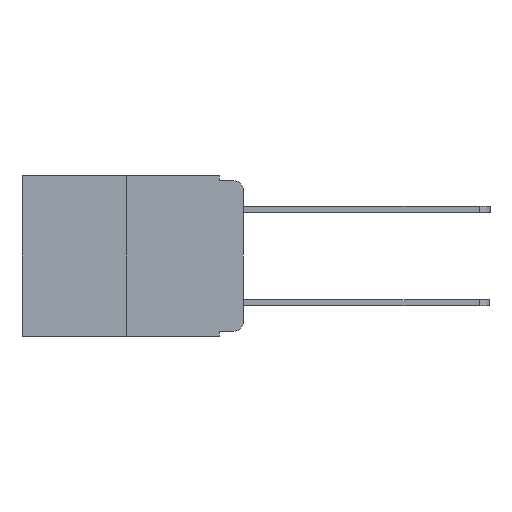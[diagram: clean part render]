
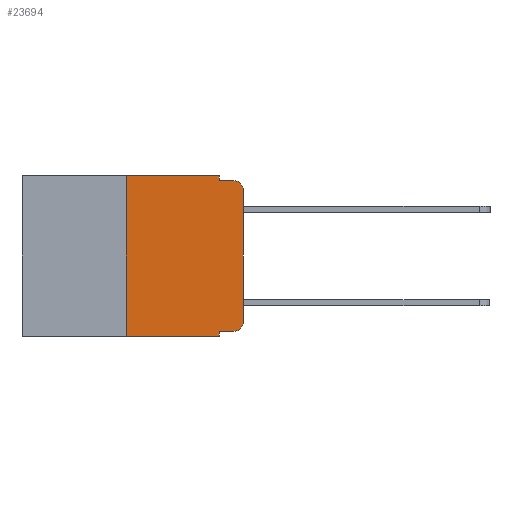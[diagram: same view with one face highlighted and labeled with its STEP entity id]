
A CAD part, left-side view. The second image highlights one B-rep face of the part: STEP entity #23694.
In plain terms, the highlighted planar face has unit normal (-1, 0, 0).
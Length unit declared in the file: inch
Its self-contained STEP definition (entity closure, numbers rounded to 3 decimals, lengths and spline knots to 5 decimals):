
#496 = VERTEX_POINT ( 'NONE', #21808 ) ;
#696 = CARTESIAN_POINT ( 'NONE',  ( 0., 0.25, 0. ) ) ;
#1333 = CARTESIAN_POINT ( 'NONE',  ( 0., 0.051, -0.01 ) ) ;
#1362 = DIRECTION ( 'NONE',  ( -1., 0., 0. ) ) ;
#2050 = DIRECTION ( 'NONE',  ( 1., 0., 0. ) ) ;
#2540 = CARTESIAN_POINT ( 'NONE',  ( 0., 0.473, 0. ) ) ;
#2662 = VECTOR ( 'NONE', #9555, 39.37008 ) ;
#2906 = CARTESIAN_POINT ( 'NONE',  ( 0., 0.051, -0.333 ) ) ;
#3185 = VERTEX_POINT ( 'NONE', #696 ) ;
#3237 = ORIENTED_EDGE ( 'NONE', *, *, #3683, .F. ) ;
#3683 = EDGE_CURVE ( 'NONE', #21586, #3716, #12984, .T. ) ;
#3716 = VERTEX_POINT ( 'NONE', #11727 ) ;
#3833 = VECTOR ( 'NONE', #4484, 39.37008 ) ;
#3914 = EDGE_CURVE ( 'NONE', #9735, #3716, #17718, .T. ) ;
#4484 = DIRECTION ( 'NONE',  ( 0., -1., 0. ) ) ;
#5604 = CARTESIAN_POINT ( 'NONE',  ( 0., 0.051, -0.333 ) ) ;
#5981 = CARTESIAN_POINT ( 'NONE',  ( 0., 0.051, -0.343 ) ) ;
#6089 = CARTESIAN_POINT ( 'NONE',  ( 0., 0.051, -0.01 ) ) ;
#6880 = AXIS2_PLACEMENT_3D ( 'NONE', #13990, #1362, #9092 ) ;
#7000 = ORIENTED_EDGE ( 'NONE', *, *, #3914, .T. ) ;
#7164 = DIRECTION ( 'NONE',  ( 0., 0., -1. ) ) ;
#7264 = VECTOR ( 'NONE', #14720, 39.37008 ) ;
#7371 = DIRECTION ( 'NONE',  ( 0., -1., 0. ) ) ;
#7693 = VECTOR ( 'NONE', #11415, 39.37008 ) ;
#7745 = ORIENTED_EDGE ( 'NONE', *, *, #10150, .F. ) ;
#8498 = CARTESIAN_POINT ( 'NONE',  ( 0., 0.02, -0.313 ) ) ;
#8873 = LINE ( 'NONE', #13935, #18411 ) ;
#9092 = DIRECTION ( 'NONE',  ( 0., 0., -1. ) ) ;
#9555 = DIRECTION ( 'NONE',  ( 0., 0., 1. ) ) ;
#9735 = VERTEX_POINT ( 'NONE', #9905 ) ;
#9905 = CARTESIAN_POINT ( 'NONE',  ( 0., 0., -0.03 ) ) ;
#10150 = EDGE_CURVE ( 'NONE', #15000, #21586, #19936, .T. ) ;
#10455 = DIRECTION ( 'NONE',  ( 0., 0., -1. ) ) ;
#10457 = EDGE_CURVE ( 'NONE', #16704, #11431, #14601, .T. ) ;
#10783 = AXIS2_PLACEMENT_3D ( 'NONE', #8498, #21752, #10455 ) ;
#11282 = DIRECTION ( 'NONE',  ( 0., 0., -1. ) ) ;
#11304 = EDGE_CURVE ( 'NONE', #496, #9735, #8873, .T. ) ;
#11415 = DIRECTION ( 'NONE',  ( 0., -1., 0. ) ) ;
#11431 = VERTEX_POINT ( 'NONE', #18075 ) ;
#11727 = CARTESIAN_POINT ( 'NONE',  ( 0., 0.02, -0.01 ) ) ;
#11771 = FACE_OUTER_BOUND ( 'NONE', #17124, .T. ) ;
#12807 = ORIENTED_EDGE ( 'NONE', *, *, #17632, .F. ) ;
#12898 = LINE ( 'NONE', #24330, #17348 ) ;
#12984 = LINE ( 'NONE', #1333, #7264 ) ;
#13350 = ORIENTED_EDGE ( 'NONE', *, *, #11304, .T. ) ;
#13417 = CARTESIAN_POINT ( 'NONE',  ( 0., 0.25, -0.343 ) ) ;
#13463 = LINE ( 'NONE', #2540, #3833 ) ;
#13585 = PLANE ( 'NONE',  #24088 ) ;
#13737 = VERTEX_POINT ( 'NONE', #5981 ) ;
#13935 = CARTESIAN_POINT ( 'NONE',  ( 0., 0., 0. ) ) ;
#13944 = EDGE_CURVE ( 'NONE', #11431, #496, #21328, .T. ) ;
#13990 = CARTESIAN_POINT ( 'NONE',  ( 0., 0.02, -0.03 ) ) ;
#14249 = EDGE_CURVE ( 'NONE', #16704, #13737, #14851, .T. ) ;
#14601 = LINE ( 'NONE', #5604, #7693 ) ;
#14720 = DIRECTION ( 'NONE',  ( 0., -1., 0. ) ) ;
#14851 = LINE ( 'NONE', #24331, #18710 ) ;
#15000 = VERTEX_POINT ( 'NONE', #18900 ) ;
#15031 = ORIENTED_EDGE ( 'NONE', *, *, #10457, .T. ) ;
#15299 = CARTESIAN_POINT ( 'NONE',  ( 0., 0.25, 0. ) ) ;
#15404 = CARTESIAN_POINT ( 'NONE',  ( 0., 0.473, 0. ) ) ;
#15482 = DIRECTION ( 'NONE',  ( 0., 0., -1. ) ) ;
#15502 = VECTOR ( 'NONE', #7164, 39.37008 ) ;
#15708 = EDGE_CURVE ( 'NONE', #16964, #3185, #22345, .T. ) ;
#16320 = ORIENTED_EDGE ( 'NONE', *, *, #15708, .F. ) ;
#16704 = VERTEX_POINT ( 'NONE', #2906 ) ;
#16964 = VERTEX_POINT ( 'NONE', #13417 ) ;
#17124 = EDGE_LOOP ( 'NONE', ( #13350, #7000, #3237, #7745, #12807, #16320, #23942, #21184, #15031, #23669 ) ) ;
#17348 = VECTOR ( 'NONE', #7371, 39.37008 ) ;
#17632 = EDGE_CURVE ( 'NONE', #3185, #15000, #13463, .T. ) ;
#17718 = CIRCLE ( 'NONE', #6880, 0.02 ) ;
#17745 = DIRECTION ( 'NONE',  ( 0., 0., 1. ) ) ;
#18075 = CARTESIAN_POINT ( 'NONE',  ( 0., 0.02, -0.333 ) ) ;
#18411 = VECTOR ( 'NONE', #17745, 39.37008 ) ;
#18710 = VECTOR ( 'NONE', #11282, 39.37008 ) ;
#18900 = CARTESIAN_POINT ( 'NONE',  ( 0., 0.051, 0. ) ) ;
#19315 = EDGE_CURVE ( 'NONE', #16964, #13737, #12898, .T. ) ;
#19936 = LINE ( 'NONE', #20504, #15502 ) ;
#20504 = CARTESIAN_POINT ( 'NONE',  ( 0., 0.051, 0. ) ) ;
#21184 = ORIENTED_EDGE ( 'NONE', *, *, #14249, .F. ) ;
#21328 = CIRCLE ( 'NONE', #10783, 0.02 ) ;
#21586 = VERTEX_POINT ( 'NONE', #6089 ) ;
#21752 = DIRECTION ( 'NONE',  ( -1., 0., 0. ) ) ;
#21808 = CARTESIAN_POINT ( 'NONE',  ( 0., 0., -0.313 ) ) ;
#22345 = LINE ( 'NONE', #15299, #2662 ) ;
#23669 = ORIENTED_EDGE ( 'NONE', *, *, #13944, .T. ) ;
#23694 = ADVANCED_FACE ( 'NONE', ( #11771 ), #13585, .F. ) ;
#23942 = ORIENTED_EDGE ( 'NONE', *, *, #19315, .T. ) ;
#24088 = AXIS2_PLACEMENT_3D ( 'NONE', #15404, #2050, #15482 ) ;
#24330 = CARTESIAN_POINT ( 'NONE',  ( 0., 0.473, -0.343 ) ) ;
#24331 = CARTESIAN_POINT ( 'NONE',  ( 0., 0.051, 0. ) ) ;
